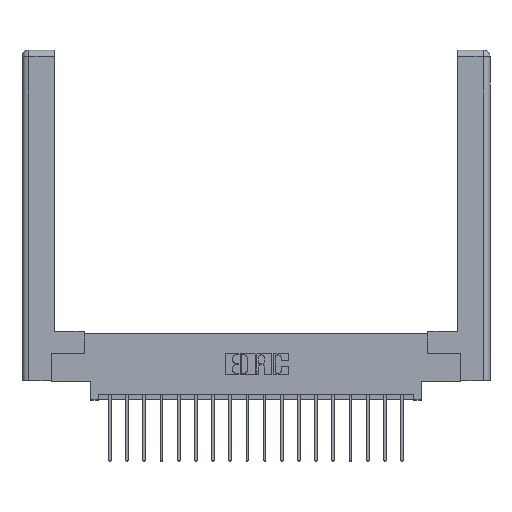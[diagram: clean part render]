
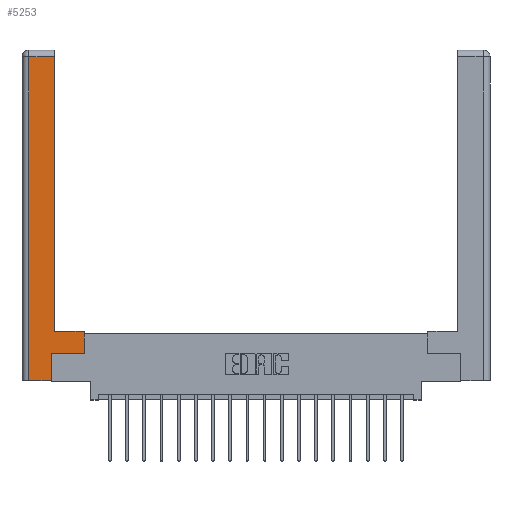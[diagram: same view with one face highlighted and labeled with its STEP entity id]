
A CAD part, top view. The second image highlights one B-rep face of the part: STEP entity #5253.
In plain terms, the highlighted planar face has unit normal (0, 0, 1).
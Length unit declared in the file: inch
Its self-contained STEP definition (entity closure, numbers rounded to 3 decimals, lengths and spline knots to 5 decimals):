
#129 = DIRECTION ( 'NONE',  ( 0., 1., 0. ) ) ;
#677 = CARTESIAN_POINT ( 'NONE',  ( 0., 0., 0. ) ) ;
#819 = CARTESIAN_POINT ( 'NONE',  ( 0.0615, 2.94, 0. ) ) ;
#837 = LINE ( 'NONE', #6746, #10965 ) ;
#1466 = VERTEX_POINT ( 'NONE', #6939 ) ;
#1487 = VECTOR ( 'NONE', #16377, 39.37008 ) ;
#2123 = DIRECTION ( 'NONE',  ( -1., 0., 0. ) ) ;
#2295 = DIRECTION ( 'NONE',  ( -1., 0., 0. ) ) ;
#2819 = VERTEX_POINT ( 'NONE', #819 ) ;
#2880 = ORIENTED_EDGE ( 'NONE', *, *, #9614, .T. ) ;
#3299 = CARTESIAN_POINT ( 'NONE',  ( 0.0615, 0., 0. ) ) ;
#3994 = ORIENTED_EDGE ( 'NONE', *, *, #6076, .T. ) ;
#4961 = DIRECTION ( 'NONE',  ( 1., 0., 0. ) ) ;
#5032 = ORIENTED_EDGE ( 'NONE', *, *, #5094, .T. ) ;
#5069 = DIRECTION ( 'NONE',  ( 0., 1., 0. ) ) ;
#5094 = EDGE_CURVE ( 'NONE', #13190, #18100, #14837, .T. ) ;
#5099 = ORIENTED_EDGE ( 'NONE', *, *, #17962, .T. ) ;
#5164 = ORIENTED_EDGE ( 'NONE', *, *, #13984, .T. ) ;
#5253 = ADVANCED_FACE ( 'NONE', ( #7439 ), #11709, .F. ) ;
#5589 = DIRECTION ( 'NONE',  ( 0., 0., -1. ) ) ;
#5721 = VECTOR ( 'NONE', #9381, 39.37008 ) ;
#5827 = EDGE_CURVE ( 'NONE', #18804, #13190, #16012, .T. ) ;
#6076 = EDGE_CURVE ( 'NONE', #19128, #9117, #18612, .T. ) ;
#6403 = CARTESIAN_POINT ( 'NONE',  ( 0.295, 2.94, 0. ) ) ;
#6689 = CARTESIAN_POINT ( 'NONE',  ( 0.295, 0.45, 0. ) ) ;
#6746 = CARTESIAN_POINT ( 'NONE',  ( 0.565, 0.245, 0. ) ) ;
#6939 = CARTESIAN_POINT ( 'NONE',  ( 0.295, 0.45, 0. ) ) ;
#7170 = CARTESIAN_POINT ( 'NONE',  ( 0.265, 0., 0. ) ) ;
#7214 = CARTESIAN_POINT ( 'NONE',  ( 0.265, 0.245, 0. ) ) ;
#7439 = FACE_OUTER_BOUND ( 'NONE', #14216, .T. ) ;
#7477 = DIRECTION ( 'NONE',  ( 1., 0., 0. ) ) ;
#7811 = CARTESIAN_POINT ( 'NONE',  ( 0.565, 0.45, 0. ) ) ;
#7912 = VECTOR ( 'NONE', #7477, 39.37008 ) ;
#8156 = CARTESIAN_POINT ( 'NONE',  ( 0.265, 0.245, 0. ) ) ;
#8750 = CARTESIAN_POINT ( 'NONE',  ( 0.0615, 0., 0. ) ) ;
#8841 = LINE ( 'NONE', #6689, #14985 ) ;
#8889 = VECTOR ( 'NONE', #10789, 39.37008 ) ;
#9117 = VERTEX_POINT ( 'NONE', #13788 ) ;
#9381 = DIRECTION ( 'NONE',  ( 0., 1., 0. ) ) ;
#9614 = EDGE_CURVE ( 'NONE', #2819, #18804, #10554, .T. ) ;
#9692 = EDGE_CURVE ( 'NONE', #1466, #17293, #17191, .T. ) ;
#10137 = CARTESIAN_POINT ( 'NONE',  ( 0.565, 0.245, 0. ) ) ;
#10554 = LINE ( 'NONE', #8750, #8889 ) ;
#10563 = ORIENTED_EDGE ( 'NONE', *, *, #5827, .T. ) ;
#10789 = DIRECTION ( 'NONE',  ( 0., -1., 0. ) ) ;
#10827 = VECTOR ( 'NONE', #5069, 39.37008 ) ;
#10913 = CARTESIAN_POINT ( 'NONE',  ( 0.295, 3., 0. ) ) ;
#10965 = VECTOR ( 'NONE', #4961, 39.37008 ) ;
#11209 = ORIENTED_EDGE ( 'NONE', *, *, #9692, .T. ) ;
#11481 = AXIS2_PLACEMENT_3D ( 'NONE', #677, #5589, #2295 ) ;
#11709 = PLANE ( 'NONE',  #11481 ) ;
#13190 = VERTEX_POINT ( 'NONE', #7170 ) ;
#13788 = CARTESIAN_POINT ( 'NONE',  ( 0.565, 0.45, 0. ) ) ;
#13984 = EDGE_CURVE ( 'NONE', #9117, #1466, #8841, .T. ) ;
#14216 = EDGE_LOOP ( 'NONE', ( #11209, #14240, #2880, #10563, #5032, #5099, #3994, #5164 ) ) ;
#14240 = ORIENTED_EDGE ( 'NONE', *, *, #16086, .T. ) ;
#14823 = CARTESIAN_POINT ( 'NONE',  ( 0.0615, 2.94, 0. ) ) ;
#14837 = LINE ( 'NONE', #8156, #10827 ) ;
#14985 = VECTOR ( 'NONE', #2123, 39.37008 ) ;
#15066 = CARTESIAN_POINT ( 'NONE',  ( 0.265, 0., 0. ) ) ;
#15520 = VECTOR ( 'NONE', #129, 39.37008 ) ;
#16012 = LINE ( 'NONE', #15066, #7912 ) ;
#16086 = EDGE_CURVE ( 'NONE', #17293, #2819, #18720, .T. ) ;
#16377 = DIRECTION ( 'NONE',  ( -1., 0., 0. ) ) ;
#17191 = LINE ( 'NONE', #10913, #15520 ) ;
#17293 = VERTEX_POINT ( 'NONE', #6403 ) ;
#17962 = EDGE_CURVE ( 'NONE', #18100, #19128, #837, .T. ) ;
#18100 = VERTEX_POINT ( 'NONE', #7214 ) ;
#18612 = LINE ( 'NONE', #7811, #5721 ) ;
#18720 = LINE ( 'NONE', #14823, #1487 ) ;
#18804 = VERTEX_POINT ( 'NONE', #3299 ) ;
#19128 = VERTEX_POINT ( 'NONE', #10137 ) ;
